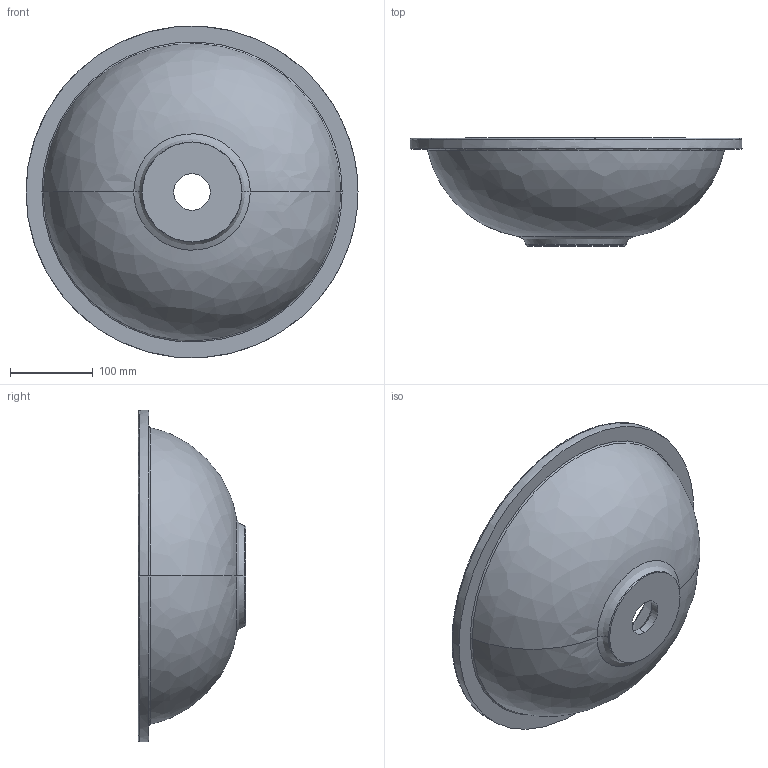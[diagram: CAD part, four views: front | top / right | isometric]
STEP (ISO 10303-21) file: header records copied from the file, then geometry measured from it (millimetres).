
FILE_DESCRIPTION (( 'STEP AP203' ), '1' );
FILE_NAME ('6229090410.step', '2020-12-18T12:31:43', ( 'admin' ), ( '' ), 'SwSTEP 2.0', 'SolidWorks 2019', '' );
FILE_SCHEMA (( 'CONFIG_CONTROL_DESIGN' ));
Length unit declared in the file: millimetre
Products named in the file (1): 6229090410
Bounding box: 400.45 x 130 x 400.33 mm (x, y, z)
Volume: 2387908.1 mm3; surface area: 372805.7 mm2
Topology: 1 solids, 1 shells, 51 faces, 129 edges, 81 vertices
Faces by surface type: bspline 42, cone 4, plane 3, cylinder 2
Entity records: 5033 total; most frequent: CARTESIAN_POINT 4001, ORIENTED_EDGE 258, EDGE_CURVE 129, DIRECTION 118, VERTEX_POINT 81, B_SPLINE_CURVE_WITH_KNOTS 75, AXIS2_PLACEMENT_3D 54, EDGE_LOOP 54
